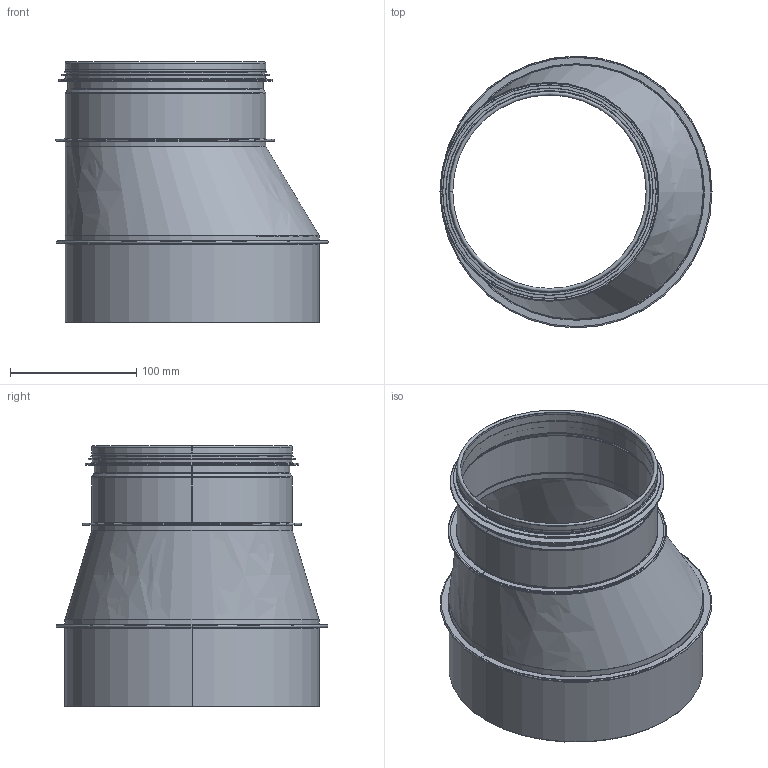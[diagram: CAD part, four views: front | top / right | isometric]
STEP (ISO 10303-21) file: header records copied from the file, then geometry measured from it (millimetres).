
FILE_DESCRIPTION((''),'2;1');
FILE_NAME('HFBM_200-160.stp','2014-02-19T13:13:57',(''),(''),'Autodesk Inventor 2013','Autodesk Inventor 2013','');
FILE_SCHEMA(('AUTOMOTIVE_DESIGN { 1 2 10303 214 0 1 1 1 }'));
Length unit declared in the file: millimetre
Products named in the file (6): HFBM_200-160; KonFalsadHFBM_200-160; StosMedFals-160; StosMedFalsRörämne-160; 999005; MuffMedFals-200
Assembly tree (5 placements, depth 3):
  HFBM_200-160
    KonFalsadHFBM_200-160
    StosMedFals-160
      StosMedFalsRörämne-160
      999005
    MuffMedFals-200
Bounding box: 215.6 x 215.35 x 206.5 mm (x, y, z)
Volume: 88158.8 mm3; surface area: 315327.3 mm2
Topology: 4 solids, 4 shells, 108 faces, 213 edges, 115 vertices
Faces by surface type: plane 54, cylinder 22, torus 22, cone 6, bspline 4
Full cylindrical faces by diameter (mm): 153.2 x1, 154.2 x1, 155.4 x1, 158 x6, 159 x3, 162 x1, 164.4 x1, 169 x1, 169.4 x1, 200.35 x2, 201.35 x2, 203.35 x1, 211.35 x1
Entity records: 3254 total; most frequent: CARTESIAN_POINT 786, DIRECTION 519, ORIENTED_EDGE 384, AXIS2_PLACEMENT_3D 220, EDGE_CURVE 192, EDGE_LOOP 138, VERTEX_POINT 115, STYLED_ITEM 112
